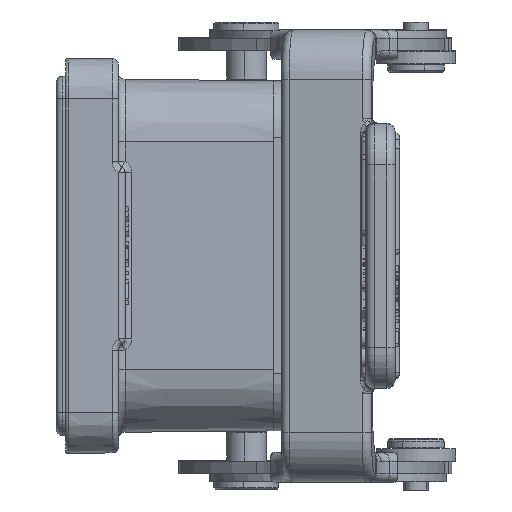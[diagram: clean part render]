
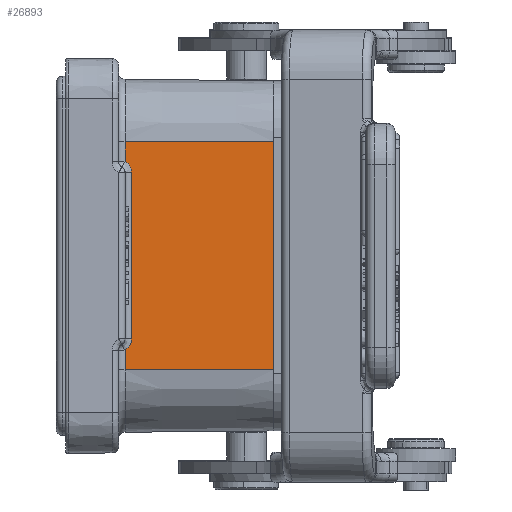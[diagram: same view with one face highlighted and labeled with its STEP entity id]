
A CAD part, left-side view. The second image highlights one B-rep face of the part: STEP entity #26893.
In plain terms, the highlighted planar face has unit normal (-1, -0.009, 0).
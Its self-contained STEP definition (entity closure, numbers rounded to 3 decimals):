
#31=DIRECTION('',(0.,0.,-1.));
#32=VECTOR('',#31,20.4);
#33=CARTESIAN_POINT('',(-36.652,17.407,10.2));
#34=LINE('',#33,#32);
#39=DIRECTION('',(0.,0.,1.));
#40=VECTOR('',#39,28.);
#41=CARTESIAN_POINT('',(-36.5,0.,-14.));
#42=LINE('',#41,#40);
#786=DIRECTION('',(-0.009,1.,0.));
#787=VECTOR('',#786,18.208);
#788=CARTESIAN_POINT('',(-36.5,0.,14.));
#789=LINE('',#788,#787);
#813=DIRECTION('',(0.,0.,-1.));
#814=VECTOR('',#813,2.414);
#815=CARTESIAN_POINT('',(-36.659,18.207,14.));
#816=LINE('',#815,#814);
#893=CARTESIAN_POINT('',(-36.659,18.207,11.586));
#894=CARTESIAN_POINT('',(-36.658,18.083,11.514));
#895=CARTESIAN_POINT('',(-36.656,17.864,11.345));
#896=CARTESIAN_POINT('',(-36.654,17.604,11.008));
#897=CARTESIAN_POINT('',(-36.652,17.443,10.616));
#898=CARTESIAN_POINT('',(-36.652,17.407,10.342));
#899=CARTESIAN_POINT('',(-36.652,17.407,10.2));
#984=CARTESIAN_POINT('',(-36.652,17.407,-10.2));
#985=CARTESIAN_POINT('',(-36.652,17.407,-10.341));
#986=CARTESIAN_POINT('',(-36.652,17.443,-10.613));
#987=CARTESIAN_POINT('',(-36.654,17.603,-11.006));
#988=CARTESIAN_POINT('',(-36.656,17.862,-11.344));
#989=CARTESIAN_POINT('',(-36.658,18.083,-11.514));
#990=CARTESIAN_POINT('',(-36.659,18.207,-11.586));
#992=DIRECTION('',(0.,0.,-1.));
#993=VECTOR('',#992,2.414);
#994=CARTESIAN_POINT('',(-36.659,18.207,-11.586));
#995=LINE('',#994,#993);
#1024=DIRECTION('',(0.009,-1.,0.));
#1025=VECTOR('',#1024,18.208);
#1026=CARTESIAN_POINT('',(-36.659,18.207,
-14.));
#1027=LINE('',#1026,#1025);
#21784=CARTESIAN_POINT('',(-36.659,18.207,
14.));
#21785=VERTEX_POINT('',#21784);
#21786=CARTESIAN_POINT('',(-36.659,18.207,
11.586));
#21787=VERTEX_POINT('',#21786);
#21788=CARTESIAN_POINT('',(-36.659,18.207,
-11.586));
#21789=CARTESIAN_POINT('',(-36.659,18.207,
-14.));
#21790=VERTEX_POINT('',#21788);
#21791=VERTEX_POINT('',#21789);
#21792=VERTEX_POINT('',#984);
#21793=CARTESIAN_POINT('',(-36.652,17.407,
10.2));
#21794=VERTEX_POINT('',#21793);
#22693=CARTESIAN_POINT('',(-36.5,0.,-14.));
#22694=CARTESIAN_POINT('',(-36.5,0.,14.));
#22695=VERTEX_POINT('',#22693);
#22696=VERTEX_POINT('',#22694);
#26871=CARTESIAN_POINT('',(-36.5,0.,-23.853));
#26872=DIRECTION('',(-1.,-0.009,0.));
#26873=DIRECTION('',(0.,0.,-1.));
#26874=AXIS2_PLACEMENT_3D('',#26871,#26872,#26873);
#26875=PLANE('',#26874);
#26877=ORIENTED_EDGE('',*,*,#26876,.F.);
#26879=ORIENTED_EDGE('',*,*,#26878,.F.);
#26881=ORIENTED_EDGE('',*,*,#26880,.F.);
#26883=ORIENTED_EDGE('',*,*,#26882,.F.);
#26884=ORIENTED_EDGE('',*,*,#26860,.F.);
#26886=ORIENTED_EDGE('',*,*,#26885,.F.);
#26888=ORIENTED_EDGE('',*,*,#26887,.F.);
#26890=ORIENTED_EDGE('',*,*,#26889,.F.);
#26891=EDGE_LOOP('',(#26877,#26879,#26881,#26883,#26884,#26886,#26888,#26890));
#26892=FACE_OUTER_BOUND('',#26891,.F.);
#26893=ADVANCED_FACE('',(#26892),#26875,.T.);
#900=B_SPLINE_CURVE_WITH_KNOTS('',3,(#893,#894,#895,#896,#897,#898,#899),
.UNSPECIFIED.,.F.,.F.,(4,1,1,1,4),(0.,0.25,0.5,0.75,1.),
.UNSPECIFIED.);
#991=B_SPLINE_CURVE_WITH_KNOTS('',3,(#984,#985,#986,#987,#988,#989,#990),
.UNSPECIFIED.,.F.,.F.,(4,1,1,1,4),(0.,0.25,0.5,0.75,1.),
.UNSPECIFIED.);
#26860=EDGE_CURVE('',#21794,#21792,#34,.T.);
#26876=EDGE_CURVE('',#22695,#22696,#42,.T.);
#26878=EDGE_CURVE('',#21791,#22695,#1027,.T.);
#26880=EDGE_CURVE('',#21790,#21791,#995,.T.);
#26882=EDGE_CURVE('',#21792,#21790,#991,.T.);
#26885=EDGE_CURVE('',#21787,#21794,#900,.T.);
#26887=EDGE_CURVE('',#21785,#21787,#816,.T.);
#26889=EDGE_CURVE('',#22696,#21785,#789,.T.);
